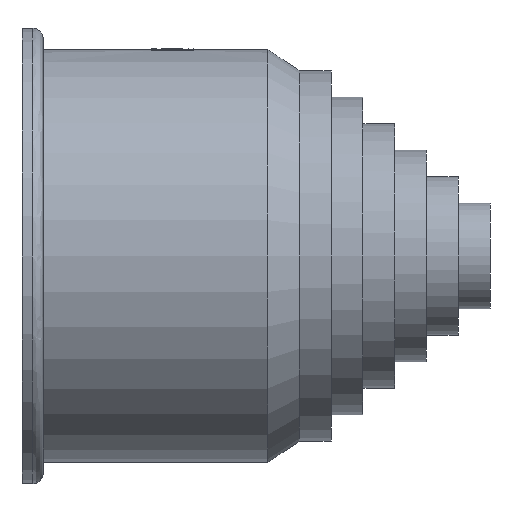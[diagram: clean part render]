
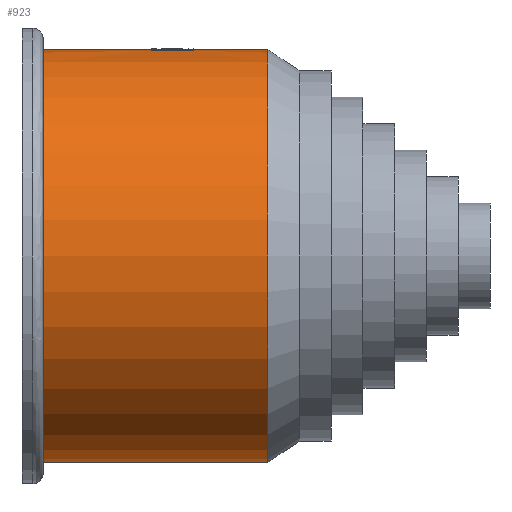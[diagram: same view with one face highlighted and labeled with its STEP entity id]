
A CAD part, front view. The second image highlights one B-rep face of the part: STEP entity #923.
In plain terms, the highlighted cylindrical face has radius 19.5 mm (diameter 39 mm), a partial arc.
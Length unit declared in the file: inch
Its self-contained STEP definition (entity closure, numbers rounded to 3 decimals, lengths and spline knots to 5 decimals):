
#99 = EDGE_CURVE ( 'NONE', #3856, #3816, #3635, .T. ) ;
#167 = VECTOR ( 'NONE', #5107, 39.37008 ) ;
#387 = DIRECTION ( 'NONE',  ( -1., 0., 0. ) ) ;
#502 = VERTEX_POINT ( 'NONE', #1995 ) ;
#523 = ORIENTED_EDGE ( 'NONE', *, *, #3343, .T. ) ;
#628 = ORIENTED_EDGE ( 'NONE', *, *, #2534, .F. ) ;
#678 = DIRECTION ( 'NONE',  ( -1., 0., 0. ) ) ;
#737 = VERTEX_POINT ( 'NONE', #4882 ) ;
#811 = DIRECTION ( 'NONE',  ( 1., 0., 0. ) ) ;
#871 = VERTEX_POINT ( 'NONE', #5834 ) ;
#923 = ADVANCED_FACE ( 'NONE', ( #2695 ), #4522, .T. ) ;
#944 = AXIS2_PLACEMENT_3D ( 'NONE', #1964, #678, #2515 ) ;
#984 = EDGE_LOOP ( 'NONE', ( #3882, #1440, #2025, #2566, #628, #2852, #5488, #523 ) ) ;
#1091 = DIRECTION ( 'NONE',  ( 0., 0., -1. ) ) ;
#1269 = DIRECTION ( 'NONE',  ( 0., 0., -1. ) ) ;
#1276 = LINE ( 'NONE', #4958, #1548 ) ;
#1426 = CARTESIAN_POINT ( 'NONE',  ( 0.49606, 0., 0.76772 ) ) ;
#1440 = ORIENTED_EDGE ( 'NONE', *, *, #99, .T. ) ;
#1450 = CARTESIAN_POINT ( 'NONE',  ( 0.49606, -0.07874, 0.76367 ) ) ;
#1548 = VECTOR ( 'NONE', #3105, 39.37008 ) ;
#1554 = AXIS2_PLACEMENT_3D ( 'NONE', #4369, #387, #3028 ) ;
#1618 = CARTESIAN_POINT ( 'NONE',  ( 0.6378, -0.07874, 0.76367 ) ) ;
#1884 = DIRECTION ( 'NONE',  ( 1., 0., 0. ) ) ;
#1964 = CARTESIAN_POINT ( 'NONE',  ( 0.91339, 0., 0. ) ) ;
#1995 = CARTESIAN_POINT ( 'NONE',  ( 0.91339, 0., -0.76772 ) ) ;
#1997 = DIRECTION ( 'NONE',  ( 1., 0., 0. ) ) ;
#2025 = ORIENTED_EDGE ( 'NONE', *, *, #3869, .T. ) ;
#2081 = EDGE_CURVE ( 'NONE', #3764, #871, #2854, .T. ) ;
#2100 = CARTESIAN_POINT ( 'NONE',  ( 0.07874, 0., -0.76772 ) ) ;
#2212 = CARTESIAN_POINT ( 'NONE',  ( 0.07874, 0., 0. ) ) ;
#2504 = CIRCLE ( 'NONE', #1554, 0.76772 ) ;
#2515 = DIRECTION ( 'NONE',  ( 0., 0., -1. ) ) ;
#2534 = EDGE_CURVE ( 'NONE', #4111, #737, #1276, .T. ) ;
#2566 = ORIENTED_EDGE ( 'NONE', *, *, #5734, .T. ) ;
#2636 = CARTESIAN_POINT ( 'NONE',  ( 0.49606, 0., 0. ) ) ;
#2662 = AXIS2_PLACEMENT_3D ( 'NONE', #2212, #811, #1269 ) ;
#2695 = FACE_OUTER_BOUND ( 'NONE', #984, .T. ) ;
#2852 = ORIENTED_EDGE ( 'NONE', *, *, #3231, .T. ) ;
#2854 = LINE ( 'NONE', #1450, #167 ) ;
#2862 = CIRCLE ( 'NONE', #944, 0.76772 ) ;
#2976 = CARTESIAN_POINT ( 'NONE',  ( 0.6378, 0., 0. ) ) ;
#2984 = AXIS2_PLACEMENT_3D ( 'NONE', #2976, #1997, #1091 ) ;
#3028 = DIRECTION ( 'NONE',  ( 0., 0., -1. ) ) ;
#3105 = DIRECTION ( 'NONE',  ( 1., 0., 0. ) ) ;
#3117 = LINE ( 'NONE', #4879, #5031 ) ;
#3231 = EDGE_CURVE ( 'NONE', #4111, #3764, #4166, .T. ) ;
#3251 = VECTOR ( 'NONE', #1884, 39.37008 ) ;
#3270 = VERTEX_POINT ( 'NONE', #4290 ) ;
#3343 = EDGE_CURVE ( 'NONE', #871, #3270, #2504, .T. ) ;
#3451 = CARTESIAN_POINT ( 'NONE',  ( 0.6378, 0., 0.76772 ) ) ;
#3635 = CIRCLE ( 'NONE', #2662, 0.76772 ) ;
#3764 = VERTEX_POINT ( 'NONE', #1618 ) ;
#3816 = VERTEX_POINT ( 'NONE', #2100 ) ;
#3856 = VERTEX_POINT ( 'NONE', #4044 ) ;
#3869 = EDGE_CURVE ( 'NONE', #3816, #502, #3117, .T. ) ;
#3882 = ORIENTED_EDGE ( 'NONE', *, *, #5260, .F. ) ;
#4044 = CARTESIAN_POINT ( 'NONE',  ( 0.07874, 0., 0.76772 ) ) ;
#4111 = VERTEX_POINT ( 'NONE', #3451 ) ;
#4166 = CIRCLE ( 'NONE', #2984, 0.76772 ) ;
#4168 = DIRECTION ( 'NONE',  ( 0., 0., -1. ) ) ;
#4290 = CARTESIAN_POINT ( 'NONE',  ( 0.48031, 0., 0.76772 ) ) ;
#4369 = CARTESIAN_POINT ( 'NONE',  ( 0.48031, 0., 0. ) ) ;
#4491 = DIRECTION ( 'NONE',  ( 1., 0., 0. ) ) ;
#4522 = CYLINDRICAL_SURFACE ( 'NONE', #5189, 0.76772 ) ;
#4879 = CARTESIAN_POINT ( 'NONE',  ( 0.49606, 0., -0.76772 ) ) ;
#4882 = CARTESIAN_POINT ( 'NONE',  ( 0.91339, 0., 0.76772 ) ) ;
#4958 = CARTESIAN_POINT ( 'NONE',  ( 0.49606, 0., 0.76772 ) ) ;
#5031 = VECTOR ( 'NONE', #5452, 39.37008 ) ;
#5107 = DIRECTION ( 'NONE',  ( -1., 0., 0. ) ) ;
#5112 = LINE ( 'NONE', #1426, #3251 ) ;
#5189 = AXIS2_PLACEMENT_3D ( 'NONE', #2636, #4491, #4168 ) ;
#5260 = EDGE_CURVE ( 'NONE', #3856, #3270, #5112, .T. ) ;
#5452 = DIRECTION ( 'NONE',  ( 1., 0., 0. ) ) ;
#5488 = ORIENTED_EDGE ( 'NONE', *, *, #2081, .T. ) ;
#5734 = EDGE_CURVE ( 'NONE', #502, #737, #2862, .T. ) ;
#5834 = CARTESIAN_POINT ( 'NONE',  ( 0.48031, -0.07874, 0.76367 ) ) ;
